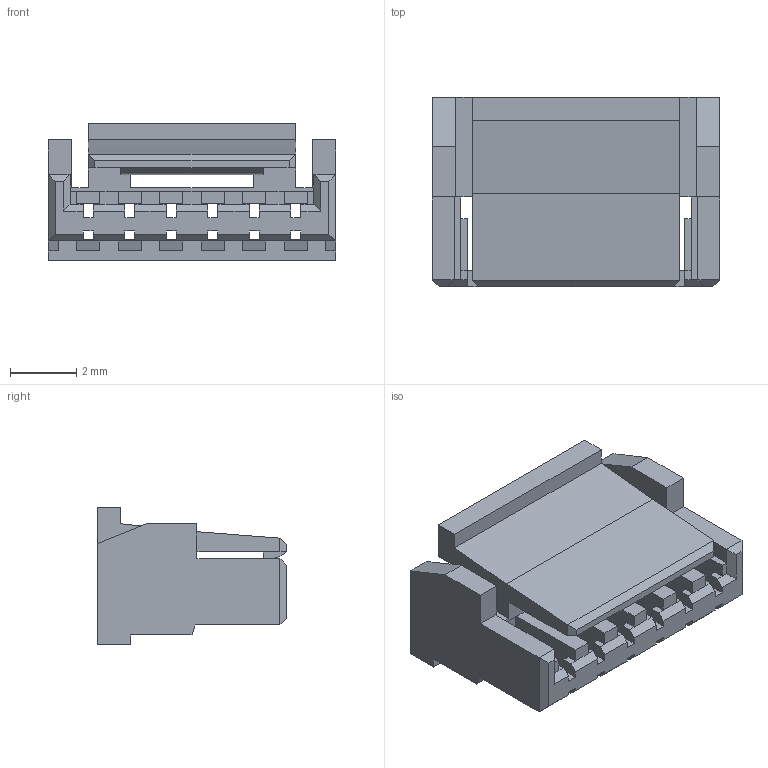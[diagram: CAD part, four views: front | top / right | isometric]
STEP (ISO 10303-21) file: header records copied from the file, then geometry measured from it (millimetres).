
FILE_DESCRIPTION((''),'2;1');
FILE_NAME('FHG12507-S06M2W1B','2024-06-25T',('工程三'),(''),'PRO/ENGINEER BY PARAMETRIC TECHNOLOGY CORPORATION, 2010280','PRO/ENGINEER BY PARAMETRIC TECHNOLOGY CORPORATION, 2010280','');
FILE_SCHEMA(('CONFIG_CONTROL_DESIGN'));
Length unit declared in the file: millimetre
Products named in the file (1): FHG12507-S06M2W1B
Bounding box: 8.65 x 5.7 x 4.15 mm (x, y, z)
Volume: 67.4 mm3; surface area: 393.9 mm2
Topology: 1 solids, 1 shells, 291 faces, 889 edges, 580 vertices
Faces by surface type: plane 288, cylinder 3
Entity records: 9775 total; most frequent: ORIENTED_EDGE 1778, CARTESIAN_POINT 1760, DIRECTION 1477, EDGE_CURVE 889, VECTOR 883, LINE 883, VERTEX_POINT 580, AXIS2_PLACEMENT_3D 297
